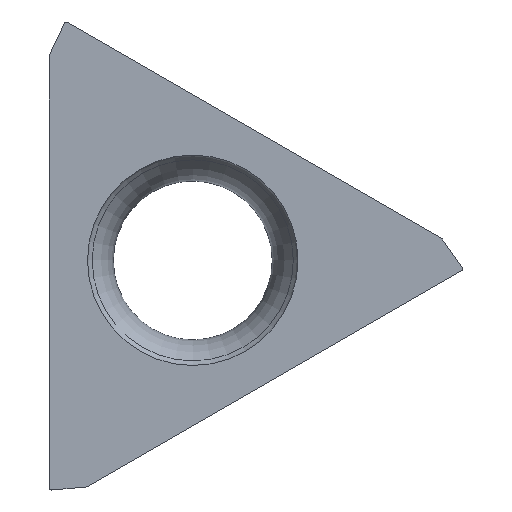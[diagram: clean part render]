
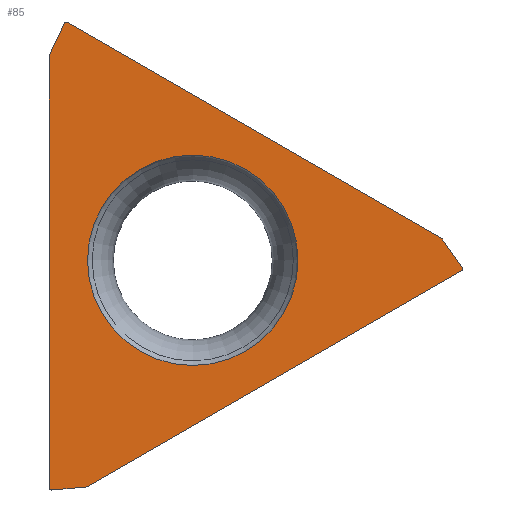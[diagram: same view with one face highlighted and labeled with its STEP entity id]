
A CAD part, top view. The second image highlights one B-rep face of the part: STEP entity #85.
In plain terms, the highlighted planar face has unit normal (0, 0, 1).
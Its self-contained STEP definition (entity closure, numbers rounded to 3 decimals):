
#43=ELLIPSE('',#365,0.033,0.03);
#45=ELLIPSE('',#368,0.032,0.03);
#47=ELLIPSE('',#371,0.033,0.03);
#49=ELLIPSE('',#374,0.032,0.03);
#51=ELLIPSE('',#377,0.033,0.03);
#53=ELLIPSE('',#380,0.032,0.03);
#62=FACE_BOUND('',#125,.T.);
#63=FACE_BOUND('',#126,.T.);
#67=CIRCLE('',#359,1.457);
#85=ADVANCED_FACE('',(#62,#63),#93,.T.);
#93=PLANE('',#386);
#125=EDGE_LOOP('',(#183));
#126=EDGE_LOOP('',(#184,#185,#186,#187,#188,#189,#190,#191,#192,#193,#194,
#195));
#183=ORIENTED_EDGE('',*,*,#250,.F.);
#184=ORIENTED_EDGE('',*,*,#268,.F.);
#185=ORIENTED_EDGE('',*,*,#239,.F.);
#186=ORIENTED_EDGE('',*,*,#266,.F.);
#187=ORIENTED_EDGE('',*,*,#257,.F.);
#188=ORIENTED_EDGE('',*,*,#264,.F.);
#189=ORIENTED_EDGE('',*,*,#248,.T.);
#190=ORIENTED_EDGE('',*,*,#274,.F.);
#191=ORIENTED_EDGE('',*,*,#253,.F.);
#192=ORIENTED_EDGE('',*,*,#272,.F.);
#193=ORIENTED_EDGE('',*,*,#244,.T.);
#194=ORIENTED_EDGE('',*,*,#270,.F.);
#195=ORIENTED_EDGE('',*,*,#261,.F.);
#211=VERTEX_POINT('',#550);
#212=VERTEX_POINT('',#552);
#213=VERTEX_POINT('',#556);
#216=VERTEX_POINT('',#561);
#217=VERTEX_POINT('',#565);
#220=VERTEX_POINT('',#570);
#222=VERTEX_POINT('',#576);
#225=VERTEX_POINT('',#582);
#226=VERTEX_POINT('',#584);
#229=VERTEX_POINT('',#591);
#230=VERTEX_POINT('',#593);
#233=VERTEX_POINT('',#600);
#234=VERTEX_POINT('',#602);
#239=EDGE_CURVE('',#211,#212,#279,.T.);
#244=EDGE_CURVE('',#213,#216,#284,.T.);
#248=EDGE_CURVE('',#217,#220,#288,.T.);
#250=EDGE_CURVE('',#222,#222,#67,.T.);
#253=EDGE_CURVE('',#225,#226,#291,.T.);
#257=EDGE_CURVE('',#229,#230,#295,.T.);
#261=EDGE_CURVE('',#233,#234,#299,.T.);
#264=EDGE_CURVE('',#217,#229,#43,.T.);
#266=EDGE_CURVE('',#230,#211,#45,.T.);
#268=EDGE_CURVE('',#212,#233,#47,.T.);
#270=EDGE_CURVE('',#234,#216,#49,.T.);
#272=EDGE_CURVE('',#213,#225,#51,.T.);
#274=EDGE_CURVE('',#226,#220,#53,.T.);
#279=LINE('',#551,#303);
#284=LINE('',#562,#308);
#288=LINE('',#571,#312);
#291=LINE('',#583,#315);
#295=LINE('',#592,#319);
#299=LINE('',#601,#323);
#303=VECTOR('',#396,1.);
#308=VECTOR('',#403,1.);
#312=VECTOR('',#409,1.);
#315=VECTOR('',#420,1.);
#319=VECTOR('',#426,1.);
#323=VECTOR('',#432,1.);
#359=AXIS2_PLACEMENT_3D('',#575,#414,#415);
#365=AXIS2_PLACEMENT_3D('',#606,#438,#439);
#368=AXIS2_PLACEMENT_3D('',#609,#444,#445);
#371=AXIS2_PLACEMENT_3D('',#612,#450,#451);
#374=AXIS2_PLACEMENT_3D('',#615,#456,#457);
#377=AXIS2_PLACEMENT_3D('',#618,#462,#463);
#380=AXIS2_PLACEMENT_3D('',#621,#468,#469);
#386=AXIS2_PLACEMENT_3D('',#629,#480,#481);
#396=DIRECTION('',(-0.866,-0.5,0.));
#403=DIRECTION('',(0.,-1.,0.));
#409=DIRECTION('',(-0.866,0.5,0.));
#414=DIRECTION('',(0.,0.,1.));
#415=DIRECTION('',(1.,0.,0.));
#420=DIRECTION('',(0.423,0.906,0.));
#426=DIRECTION('',(0.574,-0.819,0.));
#432=DIRECTION('',(-0.996,-0.087,0.));
#438=DIRECTION('',(0.,0.,-1.));
#439=DIRECTION('',(-0.966,0.26,0.));
#444=DIRECTION('',(0.,0.,-1.));
#445=DIRECTION('',(0.988,0.154,0.));
#450=DIRECTION('',(0.,0.,-1.));
#451=DIRECTION('',(0.708,0.706,0.));
#456=DIRECTION('',(0.,0.,-1.));
#457=DIRECTION('',(-0.361,-0.933,0.));
#462=DIRECTION('',(0.,0.,-1.));
#463=DIRECTION('',(0.258,-0.966,0.));
#468=DIRECTION('',(0.,0.,-1.));
#469=DIRECTION('',(-0.627,0.779,0.));
#480=DIRECTION('',(0.,0.,1.));
#481=DIRECTION('',(1.,0.,0.));
#550=CARTESIAN_POINT('',(3.72,-0.144,0.));
#551=CARTESIAN_POINT('',(2.369,-0.924,0.));
#552=CARTESIAN_POINT('',(-1.457,-3.134,0.));
#556=CARTESIAN_POINT('',(-1.985,2.829,0.));
#561=CARTESIAN_POINT('',(-1.985,-3.15,0.));
#562=CARTESIAN_POINT('',(-1.985,-7.722,0.));
#565=CARTESIAN_POINT('',(3.442,0.305,0.));
#570=CARTESIAN_POINT('',(-1.735,3.294,0.));
#571=CARTESIAN_POINT('',(-5.695,5.58,0.));
#575=CARTESIAN_POINT('',(0.,0.,0.));
#576=CARTESIAN_POINT('',(1.457,0.,0.));
#582=CARTESIAN_POINT('',(-1.982,2.843,0.));
#583=CARTESIAN_POINT('',(-1.962,2.885,0.));
#584=CARTESIAN_POINT('',(-1.777,3.282,0.));
#591=CARTESIAN_POINT('',(3.453,0.295,0.));
#592=CARTESIAN_POINT('',(3.482,0.253,0.));
#593=CARTESIAN_POINT('',(3.731,-0.102,0.));
#600=CARTESIAN_POINT('',(-1.472,-3.138,0.));
#601=CARTESIAN_POINT('',(-1.483,-3.139,0.));
#602=CARTESIAN_POINT('',(-1.953,-3.18,0.));
#606=CARTESIAN_POINT('',(3.426,0.279,0.));
#609=CARTESIAN_POINT('',(3.704,-0.118,0.));
#612=CARTESIAN_POINT('',(-1.471,-3.107,0.));
#615=CARTESIAN_POINT('',(-1.955,-3.149,0.));
#618=CARTESIAN_POINT('',(-1.955,2.827,0.));
#621=CARTESIAN_POINT('',(-1.75,3.267,0.));
#629=CARTESIAN_POINT('',(0.,0.,0.));
